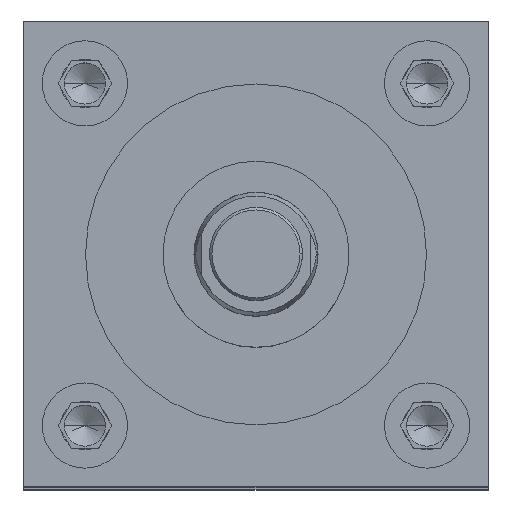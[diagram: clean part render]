
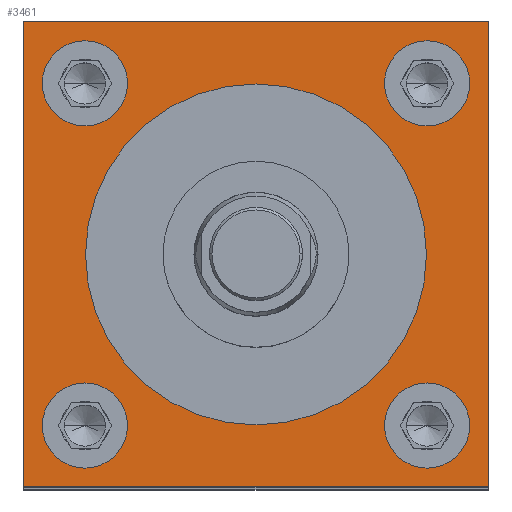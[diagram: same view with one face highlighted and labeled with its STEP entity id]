
A CAD part, top view. The second image highlights one B-rep face of the part: STEP entity #3461.
In plain terms, the highlighted planar face has unit normal (0, 0, 1).
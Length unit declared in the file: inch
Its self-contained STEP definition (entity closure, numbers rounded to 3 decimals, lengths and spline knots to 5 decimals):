
#62 = DIRECTION ( 'NONE',  ( 0., -1., 0. ) ) ;
#63 = VERTEX_POINT ( 'NONE', #5725 ) ;
#75 = FACE_BOUND ( 'NONE', #559, .T. ) ;
#81 = ORIENTED_EDGE ( 'NONE', *, *, #3730, .F. ) ;
#207 = VERTEX_POINT ( 'NONE', #5349 ) ;
#267 = EDGE_CURVE ( 'NONE', #1355, #63, #4069, .T. ) ;
#375 = DIRECTION ( 'NONE',  ( 1., 0., 0. ) ) ;
#376 = DIRECTION ( 'NONE',  ( 0., 0., 1. ) ) ;
#451 = VECTOR ( 'NONE', #5487, 39.37008 ) ;
#559 = EDGE_LOOP ( 'NONE', ( #81, #3674 ) ) ;
#595 = EDGE_LOOP ( 'NONE', ( #4381, #6262 ) ) ;
#643 = VERTEX_POINT ( 'NONE', #5984 ) ;
#665 = VERTEX_POINT ( 'NONE', #5884 ) ;
#673 = VERTEX_POINT ( 'NONE', #6997 ) ;
#678 = CARTESIAN_POINT ( 'NONE',  ( 0., 0., 14.25 ) ) ;
#690 = AXIS2_PLACEMENT_3D ( 'NONE', #1313, #1814, #2982 ) ;
#770 = DIRECTION ( 'NONE',  ( 1., 0., 0. ) ) ;
#814 = ORIENTED_EDGE ( 'NONE', *, *, #7071, .F. ) ;
#815 = VECTOR ( 'NONE', #7046, 39.37008 ) ;
#1014 = DIRECTION ( 'NONE',  ( 0., 0., 1. ) ) ;
#1022 = VERTEX_POINT ( 'NONE', #6826 ) ;
#1134 = PLANE ( 'NONE',  #2102 ) ;
#1211 = CARTESIAN_POINT ( 'NONE',  ( 1.875, -1.875, 14.25 ) ) ;
#1228 = CARTESIAN_POINT ( 'NONE',  ( -1.0365, -1.38, 14.25 ) ) ;
#1245 = CARTESIAN_POINT ( 'NONE',  ( -1.875, 1.875, 14.25 ) ) ;
#1265 = EDGE_CURVE ( 'NONE', #4516, #2011, #4539, .T. ) ;
#1313 = CARTESIAN_POINT ( 'NONE',  ( -1.38, 1.38, 14.25 ) ) ;
#1347 = DIRECTION ( 'NONE',  ( 0., 0., 1. ) ) ;
#1355 = VERTEX_POINT ( 'NONE', #6974 ) ;
#1410 = CARTESIAN_POINT ( 'NONE',  ( 1.875, 1.875, 14.25 ) ) ;
#1437 = CARTESIAN_POINT ( 'NONE',  ( 1.875, -1.875, 14.25 ) ) ;
#1495 = EDGE_CURVE ( 'NONE', #4173, #673, #1530, .T. ) ;
#1524 = ORIENTED_EDGE ( 'NONE', *, *, #4237, .T. ) ;
#1530 = CIRCLE ( 'NONE', #3396, 0.3435 ) ;
#1577 = CARTESIAN_POINT ( 'NONE',  ( -1.0365, 1.38, 14.25 ) ) ;
#1618 = CARTESIAN_POINT ( 'NONE',  ( 1.38, 1.38, 14.25 ) ) ;
#1668 = ORIENTED_EDGE ( 'NONE', *, *, #6614, .T. ) ;
#1673 = CARTESIAN_POINT ( 'NONE',  ( -1.875, 1.875, 14.25 ) ) ;
#1708 = FACE_BOUND ( 'NONE', #3009, .T. ) ;
#1725 = ORIENTED_EDGE ( 'NONE', *, *, #267, .F. ) ;
#1750 = CARTESIAN_POINT ( 'NONE',  ( 1.7235, -1.38, 14.25 ) ) ;
#1791 = CARTESIAN_POINT ( 'NONE',  ( -1.875, -1.875, 14.25 ) ) ;
#1814 = DIRECTION ( 'NONE',  ( 0., 0., 1. ) ) ;
#1850 = CIRCLE ( 'NONE', #3499, 0.3435 ) ;
#1855 = EDGE_CURVE ( 'NONE', #207, #6506, #1878, .T. ) ;
#1878 = CIRCLE ( 'NONE', #3977, 0.3435 ) ;
#1911 = DIRECTION ( 'NONE',  ( 1., 0., 0. ) ) ;
#1921 = DIRECTION ( 'NONE',  ( 1., 0., 0. ) ) ;
#1929 = AXIS2_PLACEMENT_3D ( 'NONE', #678, #6889, #1921 ) ;
#1955 = ORIENTED_EDGE ( 'NONE', *, *, #6401, .T. ) ;
#2011 = VERTEX_POINT ( 'NONE', #1791 ) ;
#2082 = AXIS2_PLACEMENT_3D ( 'NONE', #2539, #4206, #4870 ) ;
#2102 = AXIS2_PLACEMENT_3D ( 'NONE', #1673, #2268, #5521 ) ;
#2110 = EDGE_CURVE ( 'NONE', #63, #1355, #3873, .T. ) ;
#2150 = DIRECTION ( 'NONE',  ( 0., 0., 1. ) ) ;
#2248 = AXIS2_PLACEMENT_3D ( 'NONE', #3479, #6321, #5365 ) ;
#2268 = DIRECTION ( 'NONE',  ( 0., 0., -1. ) ) ;
#2303 = AXIS2_PLACEMENT_3D ( 'NONE', #3791, #2150, #6418 ) ;
#2310 = DIRECTION ( 'NONE',  ( 0., 0., 1. ) ) ;
#2443 = CIRCLE ( 'NONE', #2082, 0.3435 ) ;
#2539 = CARTESIAN_POINT ( 'NONE',  ( 1.38, -1.38, 14.25 ) ) ;
#2653 = LINE ( 'NONE', #1437, #815 ) ;
#2698 = CARTESIAN_POINT ( 'NONE',  ( -1.875, 1.875, 14.25 ) ) ;
#2762 = DIRECTION ( 'NONE',  ( 1., 0., 0. ) ) ;
#2933 = VECTOR ( 'NONE', #62, 39.37008 ) ;
#2982 = DIRECTION ( 'NONE',  ( 1., 0., 0. ) ) ;
#3009 = EDGE_LOOP ( 'NONE', ( #1725, #6602 ) ) ;
#3020 = DIRECTION ( 'NONE',  ( 1., 0., 0. ) ) ;
#3161 = ORIENTED_EDGE ( 'NONE', *, *, #3761, .F. ) ;
#3320 = FACE_BOUND ( 'NONE', #595, .T. ) ;
#3325 = LINE ( 'NONE', #1245, #451 ) ;
#3331 = CIRCLE ( 'NONE', #4253, 0.3435 ) ;
#3396 = AXIS2_PLACEMENT_3D ( 'NONE', #6907, #376, #1911 ) ;
#3461 = ADVANCED_FACE ( 'NONE', ( #3868, #1708, #6054, #3320, #75, #4958 ), #1134, .F. ) ;
#3479 = CARTESIAN_POINT ( 'NONE',  ( 1.38, 1.38, 14.25 ) ) ;
#3499 = AXIS2_PLACEMENT_3D ( 'NONE', #6706, #2310, #5028 ) ;
#3564 = LINE ( 'NONE', #4689, #6471 ) ;
#3674 = ORIENTED_EDGE ( 'NONE', *, *, #4451, .F. ) ;
#3730 = EDGE_CURVE ( 'NONE', #643, #1022, #4963, .T. ) ;
#3761 = EDGE_CURVE ( 'NONE', #6506, #207, #3331, .T. ) ;
#3791 = CARTESIAN_POINT ( 'NONE',  ( 0., 0., 14.25 ) ) ;
#3846 = DIRECTION ( 'NONE',  ( 0., 0., 1. ) ) ;
#3868 = FACE_BOUND ( 'NONE', #6407, .T. ) ;
#3873 = CIRCLE ( 'NONE', #2248, 0.3435 ) ;
#3921 = EDGE_LOOP ( 'NONE', ( #3161, #6455 ) ) ;
#3977 = AXIS2_PLACEMENT_3D ( 'NONE', #7089, #1014, #2762 ) ;
#4069 = CIRCLE ( 'NONE', #4415, 0.3435 ) ;
#4173 = VERTEX_POINT ( 'NONE', #1577 ) ;
#4206 = DIRECTION ( 'NONE',  ( 0., 0., 1. ) ) ;
#4237 = EDGE_CURVE ( 'NONE', #4995, #4516, #3325, .T. ) ;
#4247 = VERTEX_POINT ( 'NONE', #1211 ) ;
#4253 = AXIS2_PLACEMENT_3D ( 'NONE', #6313, #1347, #3020 ) ;
#4381 = ORIENTED_EDGE ( 'NONE', *, *, #1495, .F. ) ;
#4415 = AXIS2_PLACEMENT_3D ( 'NONE', #1618, #3846, #375 ) ;
#4451 = EDGE_CURVE ( 'NONE', #1022, #643, #5650, .T. ) ;
#4463 = CARTESIAN_POINT ( 'NONE',  ( -1.875, -1.875, 14.25 ) ) ;
#4516 = VERTEX_POINT ( 'NONE', #2698 ) ;
#4539 = LINE ( 'NONE', #4463, #2933 ) ;
#4689 = CARTESIAN_POINT ( 'NONE',  ( -1.875, -1.875, 14.25 ) ) ;
#4746 = EDGE_CURVE ( 'NONE', #673, #4173, #5764, .T. ) ;
#4870 = DIRECTION ( 'NONE',  ( 1., 0., 0. ) ) ;
#4889 = ORIENTED_EDGE ( 'NONE', *, *, #6573, .F. ) ;
#4958 = FACE_OUTER_BOUND ( 'NONE', #5169, .T. ) ;
#4963 = CIRCLE ( 'NONE', #1929, 1.375 ) ;
#4995 = VERTEX_POINT ( 'NONE', #1410 ) ;
#5028 = DIRECTION ( 'NONE',  ( 1., 0., 0. ) ) ;
#5169 = EDGE_LOOP ( 'NONE', ( #6862, #1955, #1668, #1524 ) ) ;
#5349 = CARTESIAN_POINT ( 'NONE',  ( -1.7235, -1.38, 14.25 ) ) ;
#5365 = DIRECTION ( 'NONE',  ( 1., 0., 0. ) ) ;
#5487 = DIRECTION ( 'NONE',  ( -1., 0., 0. ) ) ;
#5521 = DIRECTION ( 'NONE',  ( -1., 0., 0. ) ) ;
#5650 = CIRCLE ( 'NONE', #2303, 1.375 ) ;
#5725 = CARTESIAN_POINT ( 'NONE',  ( 1.0365, 1.38, 14.25 ) ) ;
#5764 = CIRCLE ( 'NONE', #690, 0.3435 ) ;
#5884 = CARTESIAN_POINT ( 'NONE',  ( 1.0365, -1.38, 14.25 ) ) ;
#5984 = CARTESIAN_POINT ( 'NONE',  ( 1.375, 0., 14.25 ) ) ;
#6054 = FACE_BOUND ( 'NONE', #3921, .T. ) ;
#6262 = ORIENTED_EDGE ( 'NONE', *, *, #4746, .F. ) ;
#6313 = CARTESIAN_POINT ( 'NONE',  ( -1.38, -1.38, 14.25 ) ) ;
#6321 = DIRECTION ( 'NONE',  ( 0., 0., 1. ) ) ;
#6401 = EDGE_CURVE ( 'NONE', #2011, #4247, #3564, .T. ) ;
#6407 = EDGE_LOOP ( 'NONE', ( #4889, #814 ) ) ;
#6418 = DIRECTION ( 'NONE',  ( 1., 0., 0. ) ) ;
#6455 = ORIENTED_EDGE ( 'NONE', *, *, #1855, .F. ) ;
#6471 = VECTOR ( 'NONE', #770, 39.37008 ) ;
#6506 = VERTEX_POINT ( 'NONE', #1228 ) ;
#6573 = EDGE_CURVE ( 'NONE', #7025, #665, #2443, .T. ) ;
#6602 = ORIENTED_EDGE ( 'NONE', *, *, #2110, .F. ) ;
#6614 = EDGE_CURVE ( 'NONE', #4247, #4995, #2653, .T. ) ;
#6706 = CARTESIAN_POINT ( 'NONE',  ( 1.38, -1.38, 14.25 ) ) ;
#6826 = CARTESIAN_POINT ( 'NONE',  ( -1.375, 0., 14.25 ) ) ;
#6862 = ORIENTED_EDGE ( 'NONE', *, *, #1265, .T. ) ;
#6889 = DIRECTION ( 'NONE',  ( 0., 0., 1. ) ) ;
#6907 = CARTESIAN_POINT ( 'NONE',  ( -1.38, 1.38, 14.25 ) ) ;
#6974 = CARTESIAN_POINT ( 'NONE',  ( 1.7235, 1.38, 14.25 ) ) ;
#6997 = CARTESIAN_POINT ( 'NONE',  ( -1.7235, 1.38, 14.25 ) ) ;
#7025 = VERTEX_POINT ( 'NONE', #1750 ) ;
#7046 = DIRECTION ( 'NONE',  ( 0., 1., 0. ) ) ;
#7071 = EDGE_CURVE ( 'NONE', #665, #7025, #1850, .T. ) ;
#7089 = CARTESIAN_POINT ( 'NONE',  ( -1.38, -1.38, 14.25 ) ) ;
